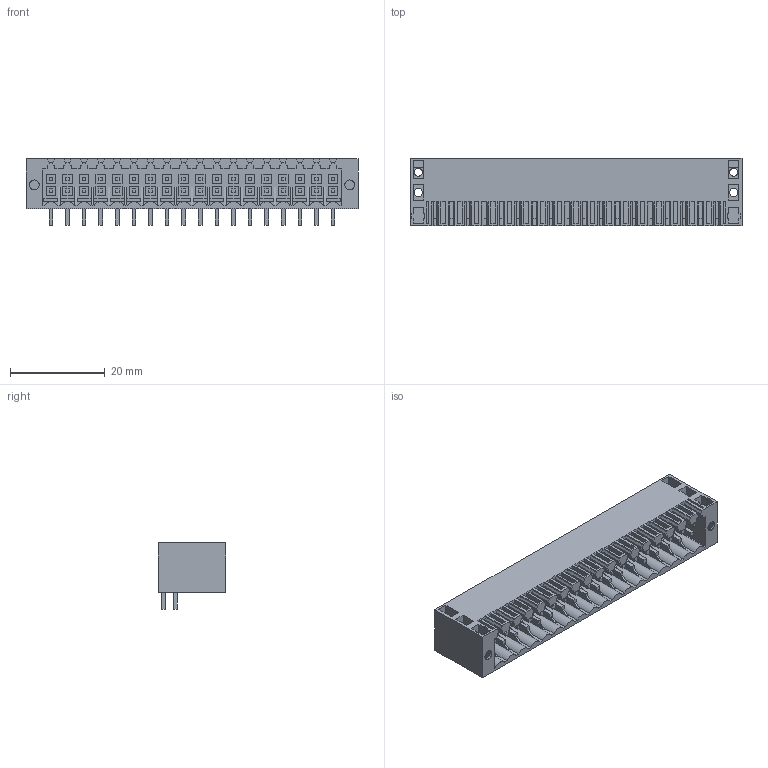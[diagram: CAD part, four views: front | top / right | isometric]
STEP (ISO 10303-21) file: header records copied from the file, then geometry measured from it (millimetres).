
FILE_DESCRIPTION(('CATIA V5 STEP Exchange','CAx-IF Rec.Pracs.--- Model Styling and Organization---1.4--- 2014-01-23'),'2;1');
FILE_NAME ('D1455102_0_1728620000_1728620000.stp','2020-09-23T14:22:45+00:00',('none'),('Weidmueller'),'CATIA Version 5-6 Release 2016 SP3 HF44','CATIA V5 STEP AP214','none');
FILE_SCHEMA(('AUTOMOTIVE_DESIGN { 1 0 10303 214 1 1 1 1 }'));
Products named in the file (1): 1728620000
Bounding box: 70 x 14.2 x 14 mm (x, y, z)
Volume: 4844.6 mm3; surface area: 10452.4 mm2
Topology: 1 solids, 1 shells, 1750 faces, 5160 edges, 3529 vertices
Faces by surface type: plane 1698, cylinder 52
Entity records: 54966 total; most frequent: ORIENTED_EDGE 10320, CARTESIAN_POINT 9700, DIRECTION 7078, EDGE_CURVE 5160, VECTOR 5020, LINE 5020, VERTEX_POINT 3529, EDGE_LOOP 1883
